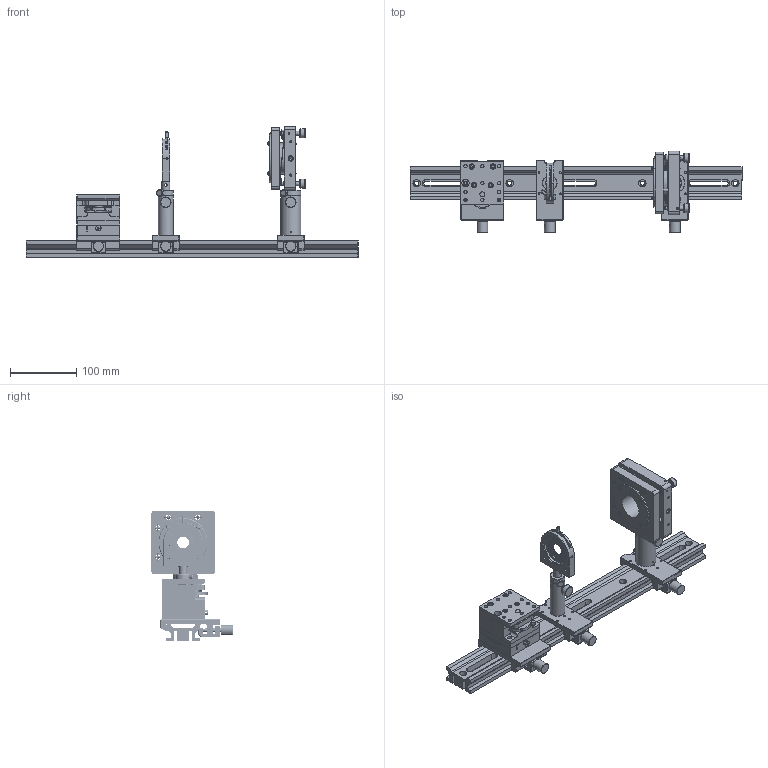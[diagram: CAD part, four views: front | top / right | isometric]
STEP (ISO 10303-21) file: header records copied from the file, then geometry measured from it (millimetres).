
FILE_DESCRIPTION(/* description */ (''),/* implementation_level */ '2;1');
FILE_NAME(/* name */ 'Rail Assembly.stp',/* time_stamp */ '2023-04-13T11:59:49-07:00',/* author */ ('sean'),/* organization */ (''),/* preprocessor_version */ 'ST-DEVELOPER v18.1',/* originating_system */ 'Autodesk Inventor 2022',/* authorisation */ '');
FILE_SCHEMA (('AUTOMOTIVE_DESIGN { 1 0 10303 214 3 1 1 }'));
Products named in the file (11): Rail Assembly; OBT-500SH; CAAN-65LSUU_STP; TASB-651UU; TASB-653UU; LAH-4TS-35; RO-20-60; RS-20-60; CAAN-40LS_STP; RS-12-60; IH-36R
Assembly tree (11 placements, depth 2):
  Rail Assembly
    OBT-500SH
    CAAN-65LSUU_STP
    CAAN-40LS_STP  x2
    TASB-651UU
    TASB-653UU
    LAH-4TS-35
    RO-20-60
    RS-20-60
    RS-12-60
    IH-36R
Bounding box: 500 x 122.93 x 197 mm (x, y, z)
Volume: 1044065.5 mm3; surface area: 380877.3 mm2
Topology: 60 solids, 65 shells, 2471 faces, 6210 edges, 4008 vertices
Faces by surface type: plane 1352, cylinder 635, cone 400, bspline 44, torus 29, sphere 11
Full cylindrical faces by diameter (mm): 0.8 x24, 1.1 x16, 1.15 x16, 1.321 x1, 1.5 x4, 1.567 x1, 1.7 x1, 2 x16, 2.2 x15, 2.459 x34, 2.5 x17, 3 x20, 3.1 x5, 3.2 x2, 3.242 x4, 3.3 x10, 3.5 x2, 4 x19, 4.134 x4, 4.3 x3, 4.459 x1, 4.5 x17, 4.9 x2, 4.917 x1, 4.978 x17, 5 x17, 5.05 x3, 5.1 x12, 5.2 x1, 5.3 x2
Entity records: 96474 total; most frequent: CARTESIAN_POINT 39814, DIRECTION 11780, ORIENTED_EDGE 11292, EDGE_CURVE 5646, AXIS2_PLACEMENT_3D 4235, VERTEX_POINT 3695, LINE 3310, VECTOR 3310
